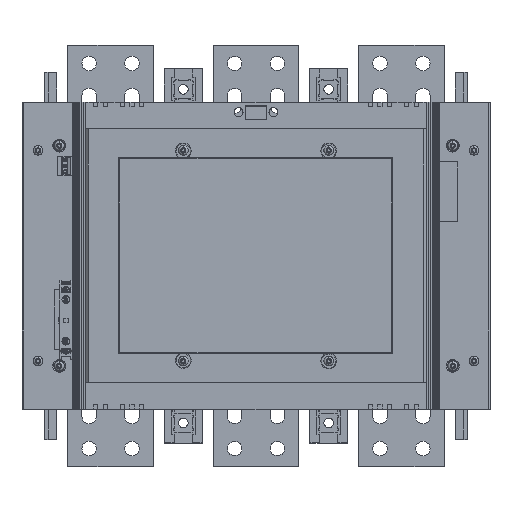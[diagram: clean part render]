
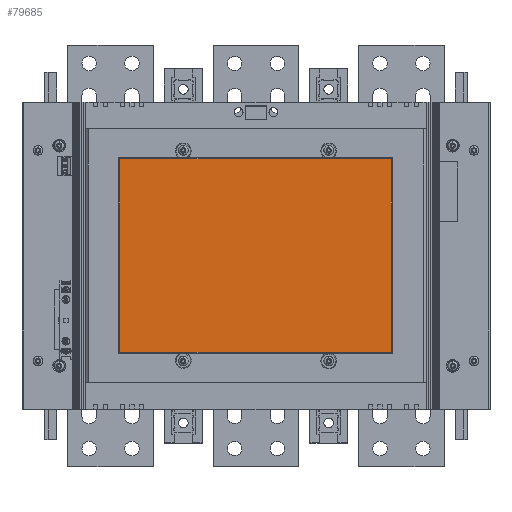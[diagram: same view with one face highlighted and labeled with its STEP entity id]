
A CAD part, top view. The second image highlights one B-rep face of the part: STEP entity #79685.
In plain terms, the highlighted planar face has unit normal (0, 0, 1).
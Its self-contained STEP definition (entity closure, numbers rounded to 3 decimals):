
#70593=DIRECTION('',(1.,0.,0.));
#70594=VECTOR('',#70593,254.);
#70595=CARTESIAN_POINT('',(-127.35,90.5,116.));
#70596=LINE('',#70595,#70594);
#70600=DIRECTION('',(0.,-1.,0.));
#70601=VECTOR('',#70600,181.);
#70602=CARTESIAN_POINT('',(126.65,90.5,116.));
#70603=LINE('',#70602,#70601);
#70607=DIRECTION('',(-1.,0.,0.));
#70608=VECTOR('',#70607,254.);
#70609=CARTESIAN_POINT('',(126.65,-90.5,116.));
#70610=LINE('',#70609,#70608);
#70614=DIRECTION('',(0.,1.,0.));
#70615=VECTOR('',#70614,181.);
#70616=CARTESIAN_POINT('',(-127.35,-90.5,116.));
#70617=LINE('',#70616,#70615);
#73774=CARTESIAN_POINT('',(-127.35,90.5,116.));
#73775=CARTESIAN_POINT('',(126.65,90.5,116.));
#73776=VERTEX_POINT('',#73774);
#73777=VERTEX_POINT('',#73775);
#73778=CARTESIAN_POINT('',(126.65,-90.5,116.));
#73779=VERTEX_POINT('',#73778);
#73780=CARTESIAN_POINT('',(-127.35,-90.5,116.));
#73781=VERTEX_POINT('',#73780);
#79670=CARTESIAN_POINT('',(0.,0.,116.));
#79671=DIRECTION('',(0.,0.,1.));
#79672=DIRECTION('',(1.,0.,0.));
#79673=AXIS2_PLACEMENT_3D('',#79670,#79671,#79672);
#79674=PLANE('',#79673);
#79676=ORIENTED_EDGE('',*,*,#79675,.T.);
#79678=ORIENTED_EDGE('',*,*,#79677,.T.);
#79680=ORIENTED_EDGE('',*,*,#79679,.T.);
#79682=ORIENTED_EDGE('',*,*,#79681,.T.);
#79683=EDGE_LOOP('',(#79676,#79678,#79680,#79682));
#79684=FACE_OUTER_BOUND('',#79683,.F.);
#79675=EDGE_CURVE('',#73776,#73777,#70596,.T.);
#79677=EDGE_CURVE('',#73777,#73779,#70603,.T.);
#79679=EDGE_CURVE('',#73779,#73781,#70610,.T.);
#79681=EDGE_CURVE('',#73781,#73776,#70617,.T.);
#79685=ADVANCED_FACE('',(#79684),#79674,.T.);
